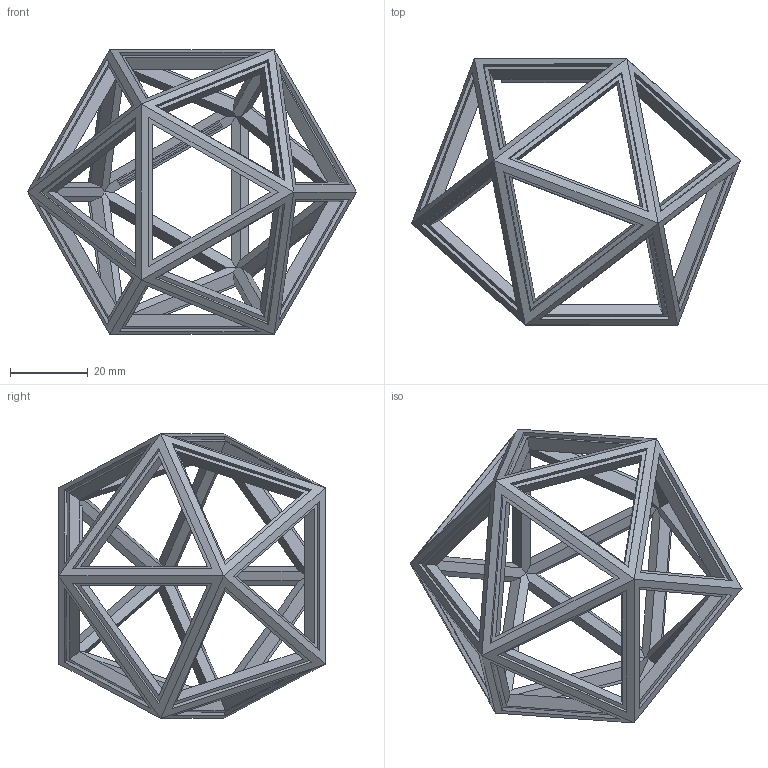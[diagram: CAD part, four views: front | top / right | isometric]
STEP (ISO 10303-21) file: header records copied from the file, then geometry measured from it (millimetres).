
FILE_DESCRIPTION(/* description */ (''),/* implementation_level */ '2;1');
FILE_NAME(/* name */ 'ED20 Chamfere Final.stp',/* time_stamp */ '2024-03-09T17:08:35-08:00',/* author */ ('User'),/* organization */ (''),/* preprocessor_version */ 'ST-DEVELOPER v18.1',/* originating_system */ 'Autodesk Inventor 2021',/* authorisation */ '');
FILE_SCHEMA (('AUTOMOTIVE_DESIGN { 1 0 10303 214 3 1 1 }'));
Length unit declared in the file: millimetre
Products named in the file (1): Final Frame
Bounding box: 84.69 x 68.51 x 73.34 mm (x, y, z)
Volume: 20377.9 mm3; surface area: 19602.2 mm2
Topology: 1 solids, 1 shells, 206 faces, 491 edges, 290 vertices
Faces by surface type: plane 204, cylinder 2
Entity records: 5800 total; most frequent: CARTESIAN_POINT 988, ORIENTED_EDGE 982, DIRECTION 909, EDGE_CURVE 491, LINE 487, VECTOR 487, VERTEX_POINT 290, EDGE_LOOP 247
